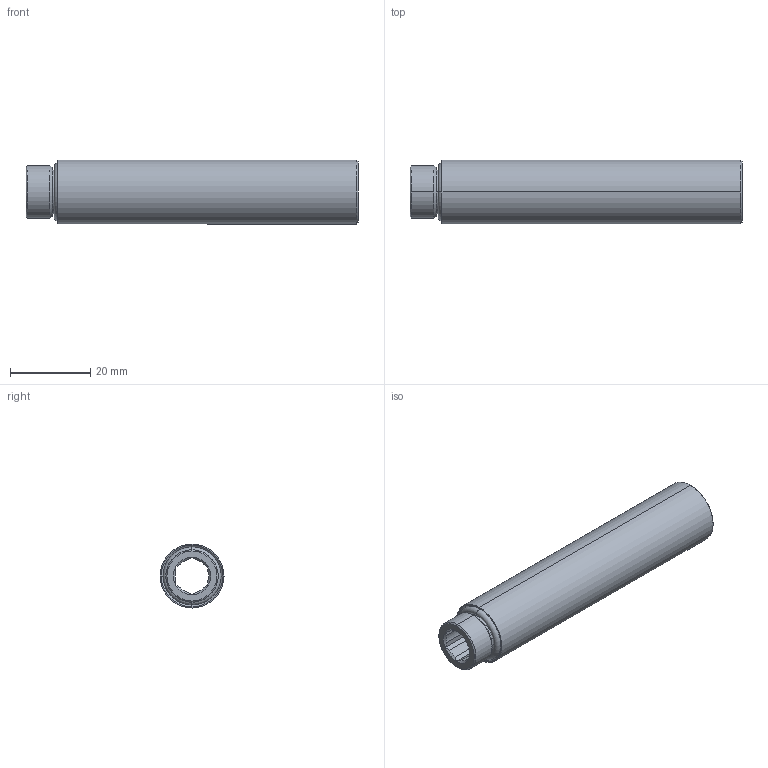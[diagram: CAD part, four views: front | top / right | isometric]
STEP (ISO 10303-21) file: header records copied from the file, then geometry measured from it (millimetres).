
FILE_DESCRIPTION (( 'STEP AP203' ), '1' );
FILE_NAME ('TV14x75.STEP', '2012-09-03T14:37:29', ( 'dis05' ), ( '' ), 'SwSTEP 2.0', 'SolidWorks 2010', '' );
FILE_SCHEMA (( 'CONFIG_CONTROL_DESIGN' ));
Length unit declared in the file: millimetre
Products named in the file (1): TV14x75
Bounding box: 83 x 16 x 16 mm (x, y, z)
Volume: 9682.3 mm3; surface area: 7239.9 mm2
Topology: 1 solids, 1 shells, 56 faces, 128 edges, 78 vertices
Faces by surface type: cylinder 18, plane 18, cone 16, torus 4
Entity records: 1679 total; most frequent: CARTESIAN_POINT 335, DIRECTION 276, ORIENTED_EDGE 256, EDGE_CURVE 128, AXIS2_PLACEMENT_3D 115, VERTEX_POINT 78, EDGE_LOOP 62, CIRCLE 58
